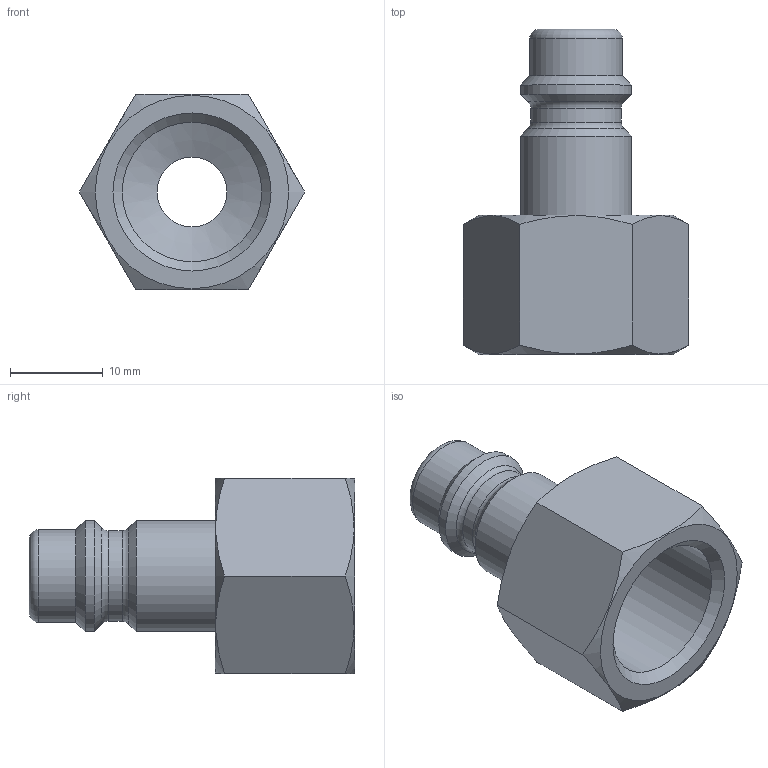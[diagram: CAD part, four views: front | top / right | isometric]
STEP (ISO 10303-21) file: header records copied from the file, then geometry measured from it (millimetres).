
FILE_DESCRIPTION( ( 'STEP AP214' ), '1' );
FILE_NAME( 'psolqas_14300_10.stp', '2021-03-04T17:34:05', ( 'License CC BY-ND 4.0' ), ( 'CADENAS' ), ' ', 'PARTsolutions', ' ' );
FILE_SCHEMA( ( 'AUTOMOTIVE_DESIGN { 1 0 10303 214 1 1 1 1 }' ) );
Length unit declared in the file: metre
Products named in the file (1): Interno
Bounding box: 24.25 x 35 x 21 mm (x, y, z)
Volume: 4305.6 mm3; surface area: 3479.1 mm2
Topology: 1 solids, 1 shells, 25 faces, 56 edges, 34 vertices
Faces by surface type: plane 9, cone 7, cylinder 6, torus 3
Full cylindrical faces by diameter (mm): 7.5 x1, 9.75 x1, 9.95 x1, 11.95 x2, 15 x1
Entity records: 892 total; most frequent: CARTESIAN_POINT 196, DIRECTION 94, ORIENTED_EDGE 80, AXIS2_PLACEMENT_3D 44, EDGE_LOOP 44, EDGE_CURVE 40, FACE_OUTER_BOUND 34, VERTEX_POINT 34
